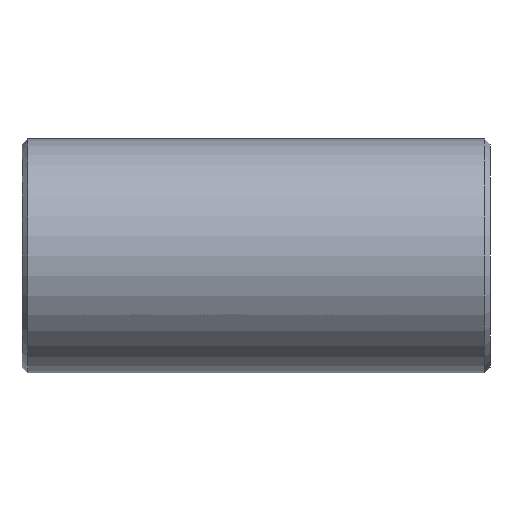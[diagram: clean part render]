
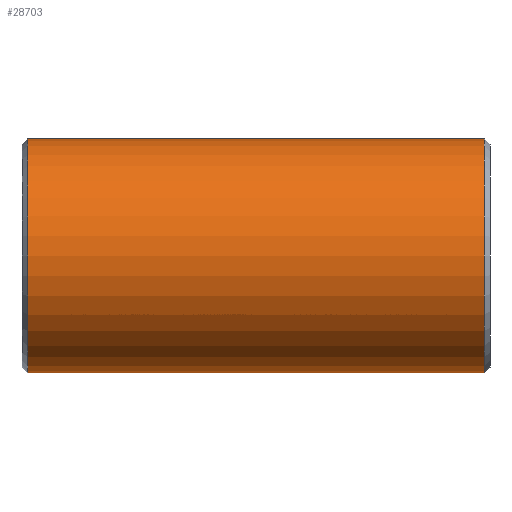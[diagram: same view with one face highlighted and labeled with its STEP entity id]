
A CAD part, front view. The second image highlights one B-rep face of the part: STEP entity #28703.
In plain terms, the highlighted cylindrical face has radius 6.25 mm (diameter 12.5 mm), a full revolution.
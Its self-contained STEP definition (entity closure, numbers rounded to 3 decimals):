
#237 = CONICAL_SURFACE('',#238,6.25,0.785);
#238 = AXIS2_PLACEMENT_3D('',#239,#240,#241);
#239 = CARTESIAN_POINT('',(0.3,0.,0.));
#240 = DIRECTION('',(1.,0.,0.));
#241 = DIRECTION('',(0.,0.,1.));
#10739 = VERTEX_POINT('',#10740);
#10740 = CARTESIAN_POINT('',(0.3,0.,6.25));
#10763 = EDGE_CURVE('',#10739,#10739,#10764,.T.);
#10764 = SURFACE_CURVE('',#10765,(#10770,#10777),.PCURVE_S1.);
#10765 = CIRCLE('',#10766,6.25);
#10766 = AXIS2_PLACEMENT_3D('',#10767,#10768,#10769);
#10767 = CARTESIAN_POINT('',(0.3,0.,0.));
#10768 = DIRECTION('',(1.,0.,0.));
#10769 = DIRECTION('',(0.,0.,1.));
#10770 = PCURVE('',#237,#10771);
#10771 = DEFINITIONAL_REPRESENTATION('',(#10772),#10776);
#10772 = LINE('',#10773,#10774);
#10773 = CARTESIAN_POINT('',(0.,0.));
#10774 = VECTOR('',#10775,1.);
#10775 = DIRECTION('',(1.,0.));
#10776 = ( GEOMETRIC_REPRESENTATION_CONTEXT(2) 
PARAMETRIC_REPRESENTATION_CONTEXT() REPRESENTATION_CONTEXT('2D SPACE',''
  ) );
#10777 = PCURVE('',#10778,#10783);
#10778 = CYLINDRICAL_SURFACE('',#10779,6.25);
#10779 = AXIS2_PLACEMENT_3D('',#10780,#10781,#10782);
#10780 = CARTESIAN_POINT('',(0.,0.,0.));
#10781 = DIRECTION('',(1.,0.,0.));
#10782 = DIRECTION('',(0.,0.,1.));
#10783 = DEFINITIONAL_REPRESENTATION('',(#10784),#10788);
#10784 = LINE('',#10785,#10786);
#10785 = CARTESIAN_POINT('',(0.,0.3));
#10786 = VECTOR('',#10787,1.);
#10787 = DIRECTION('',(1.,0.));
#10788 = ( GEOMETRIC_REPRESENTATION_CONTEXT(2) 
PARAMETRIC_REPRESENTATION_CONTEXT() REPRESENTATION_CONTEXT('2D SPACE',''
  ) );
#28703 = ADVANCED_FACE('',(#28704),#10778,.T.);
#28704 = FACE_BOUND('',#28705,.T.);
#28705 = EDGE_LOOP('',(#28706,#28729,#28730,#28731));
#28706 = ORIENTED_EDGE('',*,*,#28707,.F.);
#28707 = EDGE_CURVE('',#10739,#28708,#28710,.T.);
#28708 = VERTEX_POINT('',#28709);
#28709 = CARTESIAN_POINT('',(24.7,0.,6.25));
#28710 = SEAM_CURVE('',#28711,(#28715,#28722),.PCURVE_S1.);
#28711 = LINE('',#28712,#28713);
#28712 = CARTESIAN_POINT('',(0.,0.,6.25));
#28713 = VECTOR('',#28714,1.);
#28714 = DIRECTION('',(1.,0.,0.));
#28715 = PCURVE('',#10778,#28716);
#28716 = DEFINITIONAL_REPRESENTATION('',(#28717),#28721);
#28717 = LINE('',#28718,#28719);
#28718 = CARTESIAN_POINT('',(0.,0.));
#28719 = VECTOR('',#28720,1.);
#28720 = DIRECTION('',(0.,1.));
#28721 = ( GEOMETRIC_REPRESENTATION_CONTEXT(2) 
PARAMETRIC_REPRESENTATION_CONTEXT() REPRESENTATION_CONTEXT('2D SPACE',''
  ) );
#28722 = PCURVE('',#10778,#28723);
#28723 = DEFINITIONAL_REPRESENTATION('',(#28724),#28728);
#28724 = LINE('',#28725,#28726);
#28725 = CARTESIAN_POINT('',(6.283,0.));
#28726 = VECTOR('',#28727,1.);
#28727 = DIRECTION('',(0.,1.));
#28728 = ( GEOMETRIC_REPRESENTATION_CONTEXT(2) 
PARAMETRIC_REPRESENTATION_CONTEXT() REPRESENTATION_CONTEXT('2D SPACE',''
  ) );
#28729 = ORIENTED_EDGE('',*,*,#10763,.T.);
#28730 = ORIENTED_EDGE('',*,*,#28707,.T.);
#28731 = ORIENTED_EDGE('',*,*,#28732,.F.);
#28732 = EDGE_CURVE('',#28708,#28708,#28733,.T.);
#28733 = SURFACE_CURVE('',#28734,(#28739,#28746),.PCURVE_S1.);
#28734 = CIRCLE('',#28735,6.25);
#28735 = AXIS2_PLACEMENT_3D('',#28736,#28737,#28738);
#28736 = CARTESIAN_POINT('',(24.7,0.,0.));
#28737 = DIRECTION('',(1.,0.,0.));
#28738 = DIRECTION('',(0.,0.,1.));
#28739 = PCURVE('',#10778,#28740);
#28740 = DEFINITIONAL_REPRESENTATION('',(#28741),#28745);
#28741 = LINE('',#28742,#28743);
#28742 = CARTESIAN_POINT('',(0.,24.7));
#28743 = VECTOR('',#28744,1.);
#28744 = DIRECTION('',(1.,0.));
#28745 = ( GEOMETRIC_REPRESENTATION_CONTEXT(2) 
PARAMETRIC_REPRESENTATION_CONTEXT() REPRESENTATION_CONTEXT('2D SPACE',''
  ) );
#28746 = PCURVE('',#28747,#28752);
#28747 = CONICAL_SURFACE('',#28748,6.25,0.785);
#28748 = AXIS2_PLACEMENT_3D('',#28749,#28750,#28751);
#28749 = CARTESIAN_POINT('',(24.7,0.,0.));
#28750 = DIRECTION('',(-1.,-0.,-0.));
#28751 = DIRECTION('',(0.,0.,1.));
#28752 = DEFINITIONAL_REPRESENTATION('',(#28753),#28757);
#28753 = LINE('',#28754,#28755);
#28754 = CARTESIAN_POINT('',(-0.,-0.));
#28755 = VECTOR('',#28756,1.);
#28756 = DIRECTION('',(-1.,-0.));
#28757 = ( GEOMETRIC_REPRESENTATION_CONTEXT(2) 
PARAMETRIC_REPRESENTATION_CONTEXT() REPRESENTATION_CONTEXT('2D SPACE',''
  ) );
